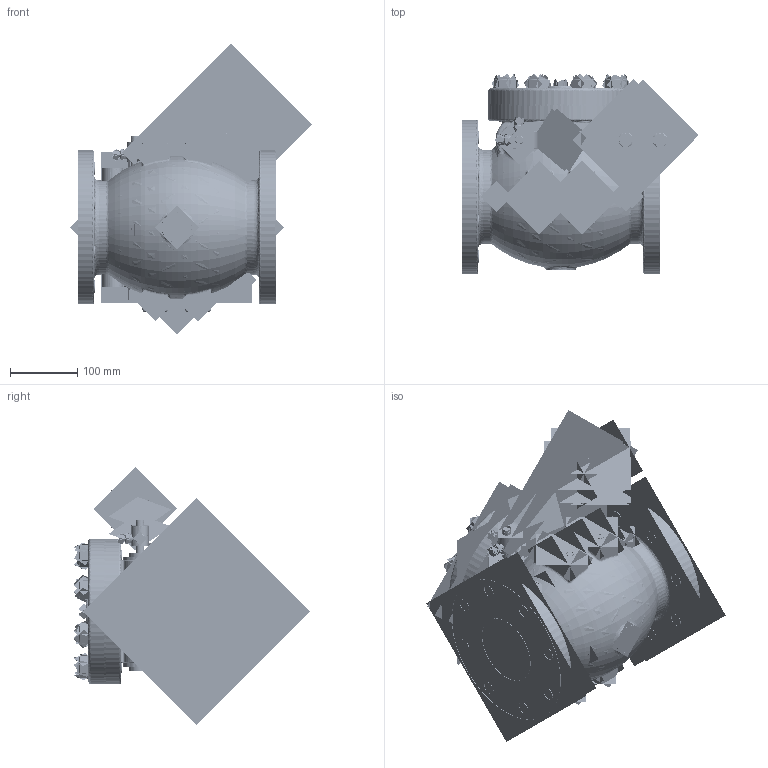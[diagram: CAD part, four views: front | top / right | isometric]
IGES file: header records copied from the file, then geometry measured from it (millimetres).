
Start section:  PTC IGES file: swing_check_valve_80001-flxfl-c_asm.igs
Global section: file name: swing_check_valve_80001-flxfl-c_asm.igs; native system: Creo Parametric by Parametric Technology Corporation; preprocessor: 2013050; author: HAPPY; organization: Unknown; date: 20161221.164259; units: inch
Bounding box: 363.1 x 350.31 x 441.52 mm (x, y, z)
Volume: 6409901.8 mm3; surface area: 4920442.2 mm2
Topology: 45 solids, 45 shells, 2730 faces, 13532 edges, 17099 vertices
Faces by surface type: revolution 1794, bspline 936
